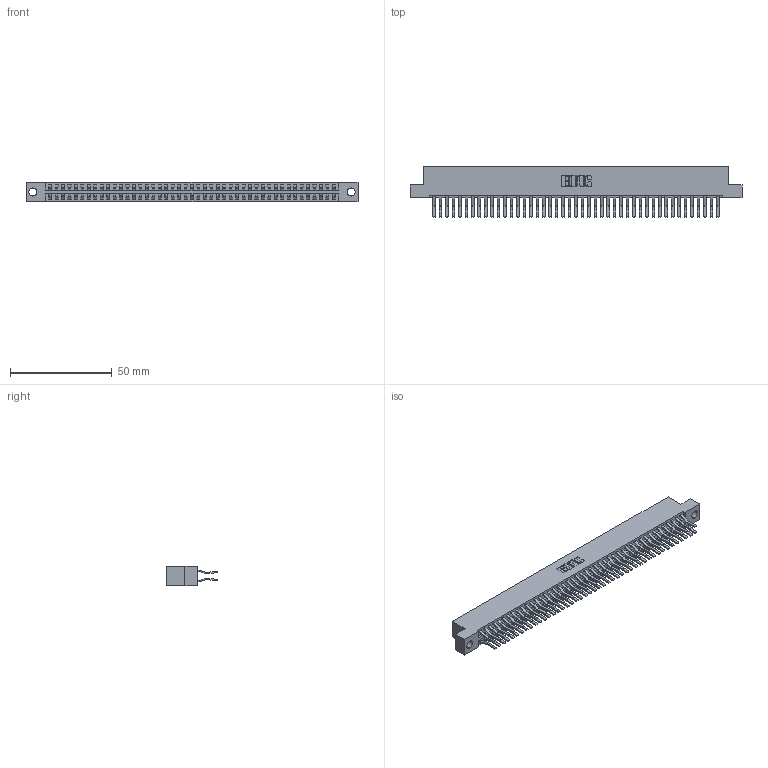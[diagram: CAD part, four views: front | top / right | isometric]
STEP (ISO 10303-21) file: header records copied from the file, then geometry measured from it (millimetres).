
FILE_DESCRIPTION (( 'STEP AP203' ), '1' );
FILE_NAME ('396-090-560-204.STEP', '2019-10-31T02:16:40', ( '' ), ( '' ), 'SwSTEP 2.0', 'SolidWorks 2016', '' );
FILE_SCHEMA (( 'CONFIG_CONTROL_DESIGN' ));
Length unit declared in the file: inch
Products named in the file (3): 396-090-560-204; 345-292-001_560 Tail; 346 Part_Flush Mounting Lugs - 0.156 Dia-TH
Assembly tree (91 placements, depth 2):
  396-090-560-204
    346 Part_Flush Mounting Lugs - 0.156 Dia-TH
    345-292-001_560 Tail  x90
Bounding box: 163.45 x 24.78 x 9.4 mm (x, y, z)
Volume: 16463.7 mm3; surface area: 24064.8 mm2
Topology: 91 solids, 91 shells, 4982 faces, 14819 edges, 9758 vertices
Faces by surface type: plane 3226, cylinder 1756
Entity records: 29055 total; most frequent: CARTESIAN_POINT 4784, ORIENTED_EDGE 4718, DIRECTION 4271, EDGE_CURVE 2359, VECTOR 2043, LINE 2043, VERTEX_POINT 1570, AXIS2_PLACEMENT_3D 1114
